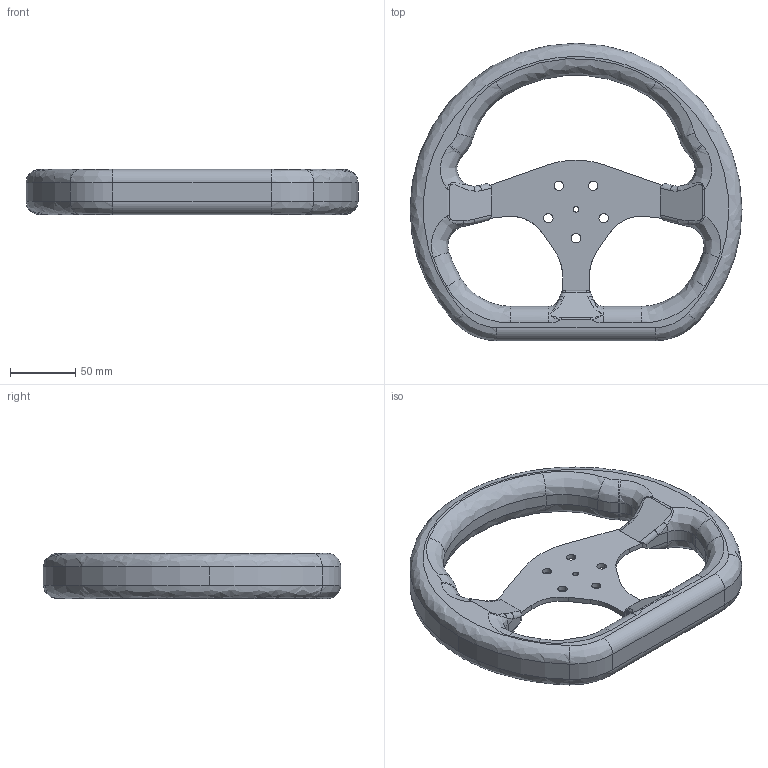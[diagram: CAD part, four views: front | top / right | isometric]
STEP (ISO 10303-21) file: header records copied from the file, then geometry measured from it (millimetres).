
FILE_DESCRIPTION (( 'STEP AP214' ), '1' );
FILE_NAME ('5A445779-2276-4144-9C15-2AF4264A9998.STEP', '2008-10-22T18:32:23', ( 'sysAdmin' ), ( 'SolidWorks' ), 'SwSTEP 2.0', 'SolidWorks 2009', '' );
FILE_SCHEMA (( 'AUTOMOTIVE_DESIGN' ));
Length unit declared in the file: inch
Products named in the file (1): 5A445779-2276-4144-9C15-2AF4264A9998
Bounding box: 254 x 227.58 x 34.65 mm (x, y, z)
Volume: 651559 mm3; surface area: 92209.8 mm2
Topology: 1 solids, 1 shells, 183 faces, 476 edges, 285 vertices
Faces by surface type: cylinder 82, bspline 66, plane 35
Entity records: 12083 total; most frequent: CARTESIAN_POINT 5913, ORIENTED_EDGE 940, DIRECTION 649, EDGE_CURVE 470, VERTEX_POINT 285, AXIS2_PLACEMENT_3D 249, EDGE_LOOP 197, ADVANCED_FACE 183
